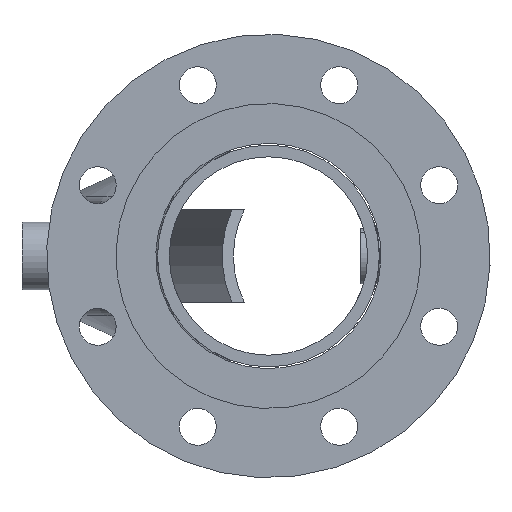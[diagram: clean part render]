
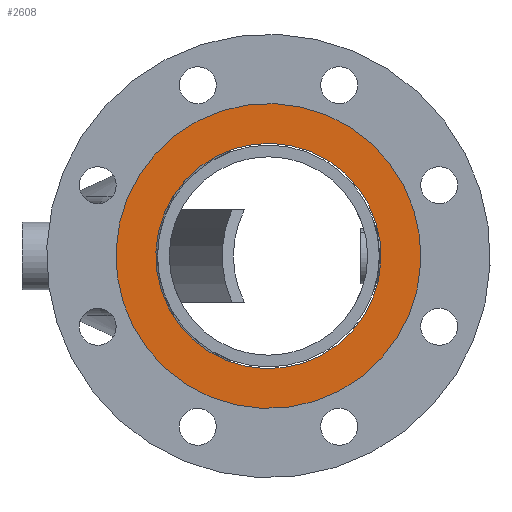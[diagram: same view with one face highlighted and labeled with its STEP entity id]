
A CAD part, left-side view. The second image highlights one B-rep face of the part: STEP entity #2608.
In plain terms, the highlighted face is planar.
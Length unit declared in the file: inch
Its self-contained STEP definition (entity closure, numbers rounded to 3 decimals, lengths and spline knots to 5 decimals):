
#56 = AXIS2_PLACEMENT_3D ( 'NONE', #3657, #948, #2964 ) ;
#91 = CARTESIAN_POINT ( 'NONE',  ( 0., 0., 0. ) ) ;
#248 = AXIS2_PLACEMENT_3D ( 'NONE', #91, #3092, #1226 ) ;
#377 = DIRECTION ( 'NONE',  ( 0., 0., 1. ) ) ;
#730 = FACE_OUTER_BOUND ( 'NONE', #987, .T. ) ;
#833 = EDGE_LOOP ( 'NONE', ( #3730, #1772 ) ) ;
#948 = DIRECTION ( 'NONE',  ( 0., 1., 0. ) ) ;
#987 = EDGE_LOOP ( 'NONE', ( #3426, #2419 ) ) ;
#1043 = DIRECTION ( 'NONE',  ( 0., 1., 0. ) ) ;
#1226 = DIRECTION ( 'NONE',  ( 0., 0., 1. ) ) ;
#1237 = CARTESIAN_POINT ( 'NONE',  ( 0., 0., 0. ) ) ;
#1294 = VERTEX_POINT ( 'NONE', #1835 ) ;
#1297 = CARTESIAN_POINT ( 'NONE',  ( 0., 0., 0. ) ) ;
#1353 = CIRCLE ( 'NONE', #56, 3.09375 ) ;
#1356 = EDGE_CURVE ( 'NONE', #1486, #3244, #2354, .T. ) ;
#1458 = CARTESIAN_POINT ( 'NONE',  ( 0., 0., 2.285 ) ) ;
#1462 = EDGE_CURVE ( 'NONE', #3244, #1486, #1353, .T. ) ;
#1486 = VERTEX_POINT ( 'NONE', #3357 ) ;
#1537 = DIRECTION ( 'NONE',  ( 0., 0., 1. ) ) ;
#1654 = DIRECTION ( 'NONE',  ( 0., 1., 0. ) ) ;
#1772 = ORIENTED_EDGE ( 'NONE', *, *, #2579, .T. ) ;
#1835 = CARTESIAN_POINT ( 'NONE',  ( 0., 0., -2.285 ) ) ;
#2202 = DIRECTION ( 'NONE',  ( 0., 0., 1. ) ) ;
#2222 = FACE_BOUND ( 'NONE', #833, .T. ) ;
#2354 = CIRCLE ( 'NONE', #2859, 3.09375 ) ;
#2358 = DIRECTION ( 'NONE',  ( 0., 1., 0. ) ) ;
#2419 = ORIENTED_EDGE ( 'NONE', *, *, #1356, .F. ) ;
#2579 = EDGE_CURVE ( 'NONE', #1294, #3612, #3653, .T. ) ;
#2608 = ADVANCED_FACE ( 'NONE', ( #2222, #730 ), #3456, .F. ) ;
#2763 = CIRCLE ( 'NONE', #248, 2.285 ) ;
#2859 = AXIS2_PLACEMENT_3D ( 'NONE', #1237, #2358, #1537 ) ;
#2885 = AXIS2_PLACEMENT_3D ( 'NONE', #3157, #1654, #377 ) ;
#2964 = DIRECTION ( 'NONE',  ( 0., 0., 1. ) ) ;
#3092 = DIRECTION ( 'NONE',  ( 0., 1., 0. ) ) ;
#3157 = CARTESIAN_POINT ( 'NONE',  ( 0., 0., 0. ) ) ;
#3207 = AXIS2_PLACEMENT_3D ( 'NONE', #1297, #1043, #2202 ) ;
#3244 = VERTEX_POINT ( 'NONE', #3346 ) ;
#3309 = EDGE_CURVE ( 'NONE', #3612, #1294, #2763, .T. ) ;
#3346 = CARTESIAN_POINT ( 'NONE',  ( 0., 0., 3.09375 ) ) ;
#3357 = CARTESIAN_POINT ( 'NONE',  ( 0., 0., -3.09375 ) ) ;
#3426 = ORIENTED_EDGE ( 'NONE', *, *, #1462, .F. ) ;
#3456 = PLANE ( 'NONE',  #2885 ) ;
#3612 = VERTEX_POINT ( 'NONE', #1458 ) ;
#3653 = CIRCLE ( 'NONE', #3207, 2.285 ) ;
#3657 = CARTESIAN_POINT ( 'NONE',  ( 0., 0., 0. ) ) ;
#3730 = ORIENTED_EDGE ( 'NONE', *, *, #3309, .T. ) ;
